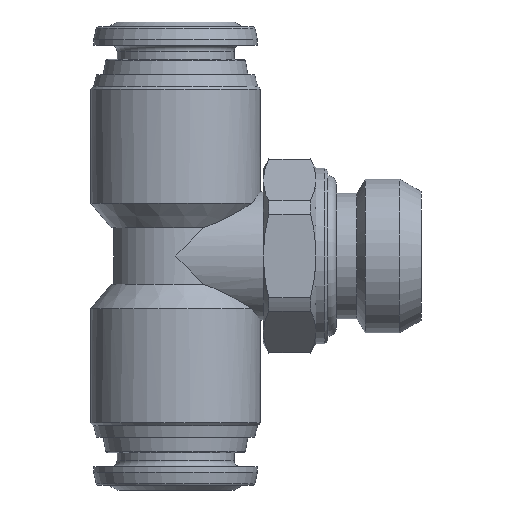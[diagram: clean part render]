
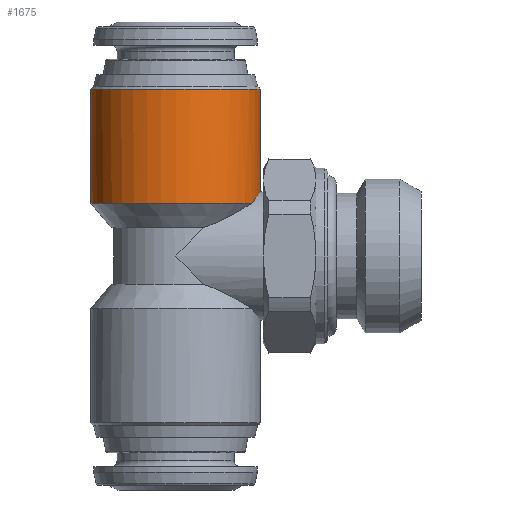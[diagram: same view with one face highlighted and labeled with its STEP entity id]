
A CAD part, left-side view. The second image highlights one B-rep face of the part: STEP entity #1675.
In plain terms, the highlighted cylindrical face has radius 7.25 mm (diameter 14.5 mm), a full revolution.
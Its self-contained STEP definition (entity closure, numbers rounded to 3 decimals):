
#103=CYLINDRICAL_SURFACE('',#1815,7.25);
#141=B_SPLINE_CURVE_WITH_KNOTS('',3,(#2522,#2523,#2524,#2525,#2526,#2527,
#2528),.UNSPECIFIED.,.F.,.F.,(4,1,1,1,4),(0.,0.002,0.003,
0.005,0.007),.UNSPECIFIED.);
#282=ORIENTED_EDGE('',*,*,#496,.T.);
#283=ORIENTED_EDGE('',*,*,#416,.F.);
#284=ORIENTED_EDGE('',*,*,#507,.T.);
#416=EDGE_CURVE('',#551,#552,#653,.T.);
#496=EDGE_CURVE('',#551,#552,#141,.T.);
#507=EDGE_CURVE('',#612,#612,#695,.T.);
#551=VERTEX_POINT('',#2283);
#552=VERTEX_POINT('',#2285);
#612=VERTEX_POINT('',#2566);
#653=CIRCLE('',#1734,7.25);
#695=CIRCLE('',#1816,7.25);
#781=EDGE_LOOP('',(#282,#283));
#782=EDGE_LOOP('',(#284));
#921=FACE_BOUND('',#781,.T.);
#922=FACE_BOUND('',#782,.T.);
#1675=ADVANCED_FACE('',(#921,#922),#103,.T.);
#1734=AXIS2_PLACEMENT_3D('',#2284,#1913,#1914);
#1815=AXIS2_PLACEMENT_3D('',#2564,#2089,#2090);
#1816=AXIS2_PLACEMENT_3D('',#2565,#2091,#2092);
#1913=DIRECTION('',(0.,0.,-1.));
#1914=DIRECTION('',(-1.,0.,0.));
#2089=DIRECTION('',(0.,0.,-1.));
#2090=DIRECTION('',(-1.,0.,0.));
#2091=DIRECTION('',(0.,0.,-1.));
#2092=DIRECTION('',(-1.,0.,0.));
#2283=CARTESIAN_POINT('',(-3.162,14.476,4.5));
#2284=CARTESIAN_POINT('',(0.,21.,4.5));
#2285=CARTESIAN_POINT('',(3.162,14.476,4.5));
#2522=CARTESIAN_POINT('',(-3.162,14.476,4.5));
#2523=CARTESIAN_POINT('',(-2.72,14.261,4.811));
#2524=CARTESIAN_POINT('',(-1.732,13.894,5.312));
#2525=CARTESIAN_POINT('',(-0.006,13.678,5.594));
#2526=CARTESIAN_POINT('',(1.728,13.893,5.314));
#2527=CARTESIAN_POINT('',(2.719,14.261,4.811));
#2528=CARTESIAN_POINT('',(3.162,14.476,4.5));
#2564=CARTESIAN_POINT('',(0.,21.,-20.));
#2565=CARTESIAN_POINT('',(0.,21.,14.268));
#2566=CARTESIAN_POINT('',(-7.25,21.,14.268));
